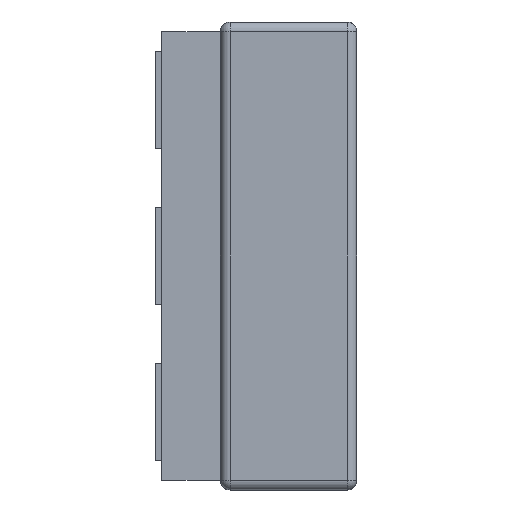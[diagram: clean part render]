
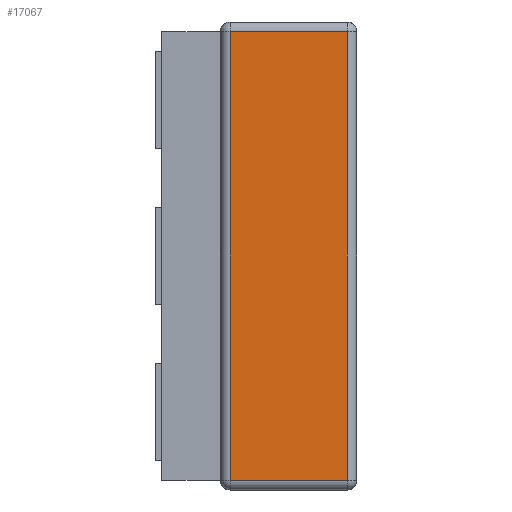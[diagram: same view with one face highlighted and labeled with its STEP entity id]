
A CAD part, left-side view. The second image highlights one B-rep face of the part: STEP entity #17067.
In plain terms, the highlighted planar face has unit normal (-1, 0, 0).
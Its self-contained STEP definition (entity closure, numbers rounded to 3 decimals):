
#260 = CARTESIAN_POINT ( 'NONE',  ( -2.2, 1., 1.15 ) ) ;
#898 = VECTOR ( 'NONE', #20985, 1000. ) ;
#974 = ORIENTED_EDGE ( 'NONE', *, *, #21650, .T. ) ;
#984 = VERTEX_POINT ( 'NONE', #2409 ) ;
#1036 = CARTESIAN_POINT ( 'NONE',  ( -2.2, 0.05, 1.2 ) ) ;
#1067 = CARTESIAN_POINT ( 'NONE',  ( -2.2, 0.65, 1.2 ) ) ;
#2409 = CARTESIAN_POINT ( 'NONE',  ( -2.2, 0.65, -1.15 ) ) ;
#3869 = VECTOR ( 'NONE', #13707, 1000. ) ;
#5319 = LINE ( 'NONE', #1067, #9004 ) ;
#5484 = LINE ( 'NONE', #12007, #898 ) ;
#5828 = VERTEX_POINT ( 'NONE', #7875 ) ;
#5969 = PLANE ( 'NONE',  #21638 ) ;
#6577 = LINE ( 'NONE', #260, #20808 ) ;
#6715 = DIRECTION ( 'NONE',  ( 0., 0., -1. ) ) ;
#7771 = ORIENTED_EDGE ( 'NONE', *, *, #19950, .T. ) ;
#7875 = CARTESIAN_POINT ( 'NONE',  ( -2.2, 0.05, -1.15 ) ) ;
#8716 = LINE ( 'NONE', #1036, #3869 ) ;
#9004 = VECTOR ( 'NONE', #6715, 1000. ) ;
#11142 = VERTEX_POINT ( 'NONE', #14514 ) ;
#12007 = CARTESIAN_POINT ( 'NONE',  ( -2.2, 1., -1.15 ) ) ;
#12028 = ORIENTED_EDGE ( 'NONE', *, *, #18532, .T. ) ;
#12928 = ORIENTED_EDGE ( 'NONE', *, *, #18143, .T. ) ;
#13707 = DIRECTION ( 'NONE',  ( 0., 0., 1. ) ) ;
#14514 = CARTESIAN_POINT ( 'NONE',  ( -2.2, 0.05, 1.15 ) ) ;
#15103 = DIRECTION ( 'NONE',  ( 1., 0., 0. ) ) ;
#16023 = CARTESIAN_POINT ( 'NONE',  ( -2.2, 0.65, 1.15 ) ) ;
#16630 = CARTESIAN_POINT ( 'NONE',  ( -2.2, 1., 1.2 ) ) ;
#16673 = DIRECTION ( 'NONE',  ( 0., 1., 0. ) ) ;
#16904 = FACE_OUTER_BOUND ( 'NONE', #19868, .T. ) ;
#17067 = ADVANCED_FACE ( 'NONE', ( #16904 ), #5969, .F. ) ;
#18143 = EDGE_CURVE ( 'NONE', #984, #5828, #5484, .T. ) ;
#18526 = DIRECTION ( 'NONE',  ( 0., 0., -1. ) ) ;
#18532 = EDGE_CURVE ( 'NONE', #11142, #18787, #6577, .T. ) ;
#18787 = VERTEX_POINT ( 'NONE', #16023 ) ;
#19868 = EDGE_LOOP ( 'NONE', ( #12928, #7771, #12028, #974 ) ) ;
#19950 = EDGE_CURVE ( 'NONE', #5828, #11142, #8716, .T. ) ;
#20808 = VECTOR ( 'NONE', #16673, 1000. ) ;
#20985 = DIRECTION ( 'NONE',  ( 0., -1., 0. ) ) ;
#21638 = AXIS2_PLACEMENT_3D ( 'NONE', #16630, #15103, #18526 ) ;
#21650 = EDGE_CURVE ( 'NONE', #18787, #984, #5319, .T. ) ;
